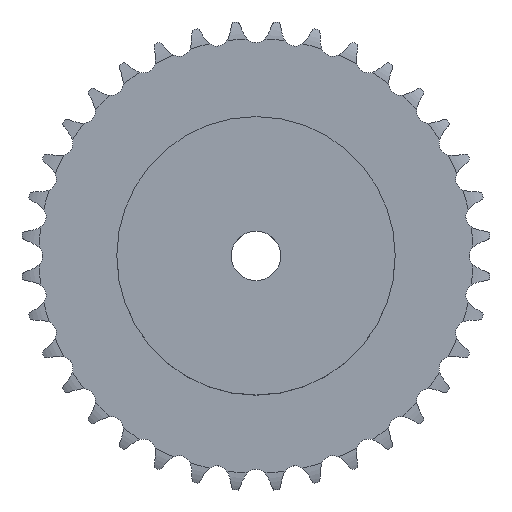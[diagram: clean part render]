
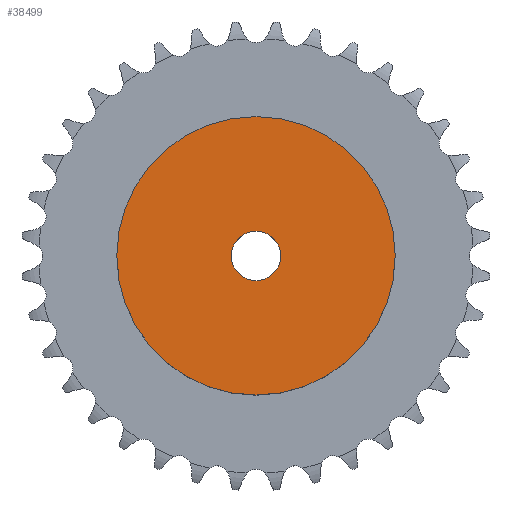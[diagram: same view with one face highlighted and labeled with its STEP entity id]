
A CAD part, top view. The second image highlights one B-rep face of the part: STEP entity #38499.
In plain terms, the highlighted planar face has unit normal (0, 0, 1).
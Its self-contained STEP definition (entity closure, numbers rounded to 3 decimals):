
#4461 = CYLINDRICAL_SURFACE('',#4462,45.);
#4462 = AXIS2_PLACEMENT_3D('',#4463,#4464,#4465);
#4463 = CARTESIAN_POINT('',(0.,0.,0.));
#4464 = DIRECTION('',(-0.,-0.,-1.));
#4465 = DIRECTION('',(1.,0.,0.));
#24062 = VERTEX_POINT('',#24063);
#24063 = CARTESIAN_POINT('',(45.,0.,35.));
#24084 = EDGE_CURVE('',#24062,#24062,#24085,.T.);
#24085 = SURFACE_CURVE('',#24086,(#24091,#24098),.PCURVE_S1.);
#24086 = CIRCLE('',#24087,45.);
#24087 = AXIS2_PLACEMENT_3D('',#24088,#24089,#24090);
#24088 = CARTESIAN_POINT('',(0.,0.,35.));
#24089 = DIRECTION('',(0.,0.,1.));
#24090 = DIRECTION('',(1.,0.,0.));
#24091 = PCURVE('',#4461,#24092);
#24092 = DEFINITIONAL_REPRESENTATION('',(#24093),#24097);
#24093 = LINE('',#24094,#24095);
#24094 = CARTESIAN_POINT('',(-0.,-35.));
#24095 = VECTOR('',#24096,1.);
#24096 = DIRECTION('',(-1.,0.));
#24097 = ( GEOMETRIC_REPRESENTATION_CONTEXT(2) 
PARAMETRIC_REPRESENTATION_CONTEXT() REPRESENTATION_CONTEXT('2D SPACE',''
  ) );
#24098 = PCURVE('',#24099,#24104);
#24099 = PLANE('',#24100);
#24100 = AXIS2_PLACEMENT_3D('',#24101,#24102,#24103);
#24101 = CARTESIAN_POINT('',(0.,0.,35.)
  );
#24102 = DIRECTION('',(0.,0.,1.));
#24103 = DIRECTION('',(1.,0.,0.));
#24104 = DEFINITIONAL_REPRESENTATION('',(#24105),#24109);
#24105 = CIRCLE('',#24106,45.);
#24106 = AXIS2_PLACEMENT_2D('',#24107,#24108);
#24107 = CARTESIAN_POINT('',(0.,0.));
#24108 = DIRECTION('',(1.,0.));
#24109 = ( GEOMETRIC_REPRESENTATION_CONTEXT(2) 
PARAMETRIC_REPRESENTATION_CONTEXT() REPRESENTATION_CONTEXT('2D SPACE',''
  ) );
#32573 = CYLINDRICAL_SURFACE('',#32574,8.);
#32574 = AXIS2_PLACEMENT_3D('',#32575,#32576,#32577);
#32575 = CARTESIAN_POINT('',(0.,0.,229.664));
#32576 = DIRECTION('',(0.,0.,1.));
#32577 = DIRECTION('',(1.,0.,0.));
#38499 = ADVANCED_FACE('',(#38500,#38503),#24099,.T.);
#38500 = FACE_BOUND('',#38501,.T.);
#38501 = EDGE_LOOP('',(#38502));
#38502 = ORIENTED_EDGE('',*,*,#24084,.T.);
#38503 = FACE_BOUND('',#38504,.T.);
#38504 = EDGE_LOOP('',(#38505));
#38505 = ORIENTED_EDGE('',*,*,#38506,.F.);
#38506 = EDGE_CURVE('',#38507,#38507,#38509,.T.);
#38507 = VERTEX_POINT('',#38508);
#38508 = CARTESIAN_POINT('',(8.,0.,35.));
#38509 = SURFACE_CURVE('',#38510,(#38515,#38522),.PCURVE_S1.);
#38510 = CIRCLE('',#38511,8.);
#38511 = AXIS2_PLACEMENT_3D('',#38512,#38513,#38514);
#38512 = CARTESIAN_POINT('',(0.,0.,35.));
#38513 = DIRECTION('',(0.,0.,1.));
#38514 = DIRECTION('',(1.,0.,0.));
#38515 = PCURVE('',#24099,#38516);
#38516 = DEFINITIONAL_REPRESENTATION('',(#38517),#38521);
#38517 = CIRCLE('',#38518,8.);
#38518 = AXIS2_PLACEMENT_2D('',#38519,#38520);
#38519 = CARTESIAN_POINT('',(0.,0.));
#38520 = DIRECTION('',(1.,0.));
#38521 = ( GEOMETRIC_REPRESENTATION_CONTEXT(2) 
PARAMETRIC_REPRESENTATION_CONTEXT() REPRESENTATION_CONTEXT('2D SPACE',''
  ) );
#38522 = PCURVE('',#32573,#38523);
#38523 = DEFINITIONAL_REPRESENTATION('',(#38524),#38528);
#38524 = LINE('',#38525,#38526);
#38525 = CARTESIAN_POINT('',(0.,-194.664));
#38526 = VECTOR('',#38527,1.);
#38527 = DIRECTION('',(1.,0.));
#38528 = ( GEOMETRIC_REPRESENTATION_CONTEXT(2) 
PARAMETRIC_REPRESENTATION_CONTEXT() REPRESENTATION_CONTEXT('2D SPACE',''
  ) );
